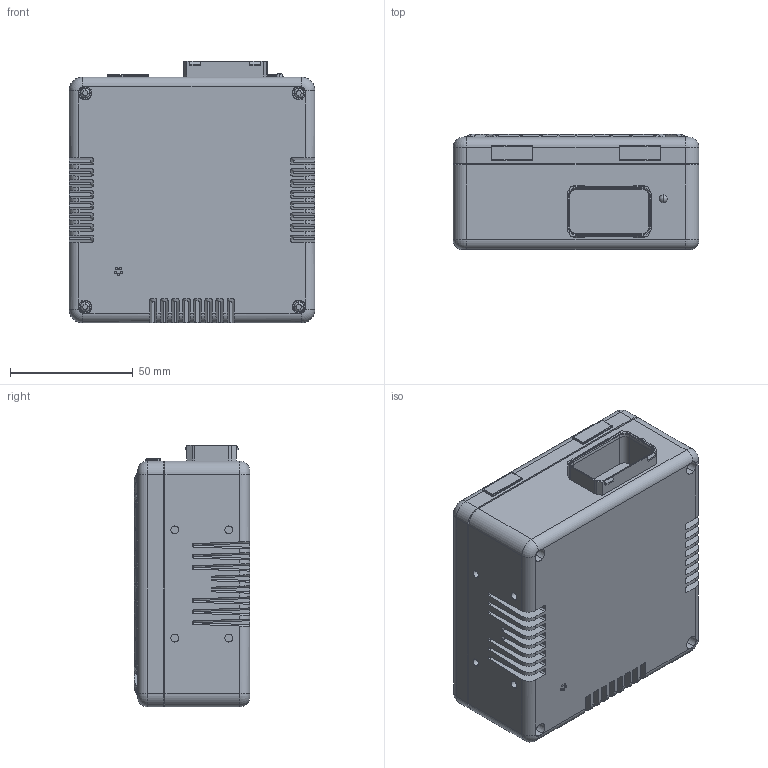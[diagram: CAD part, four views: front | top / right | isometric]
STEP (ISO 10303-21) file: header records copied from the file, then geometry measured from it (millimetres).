
FILE_DESCRIPTION(('CATIA V5 STEP Exchange','CAx-IF Rec.Pracs.--- Model Styling and Organization---1.4--- 2014-01-23'),'2;1');
FILE_NAME ('015875-5_1', '2020-03-10T07:23:17+00:00', ('none'), ('Weidmueller'), 'CATIA Version 5-6 Release 2016 SP3 HF44', 'CATIA V5 STEP AP214', 'none');
FILE_SCHEMA(('AUTOMOTIVE_DESIGN { 1 0 10303 214 1 1 1 1 }'));
Length unit declared in the file: millimetre
Products named in the file (1): 1547440000
Bounding box: 100 x 47.01 x 106.5 mm (x, y, z)
Volume: 487943.5 mm3; surface area: 95551.2 mm2
Topology: 16 solids, 17 shells, 1184 faces, 3029 edges, 1908 vertices
Faces by surface type: plane 556, cylinder 438, bspline 60, cone 58, torus 36, sphere 20, extrusion 16
Entity records: 39881 total; most frequent: CARTESIAN_POINT 14814, ORIENTED_EDGE 6014, DIRECTION 3655, EDGE_CURVE 3007, VERTEX_POINT 1908, VECTOR 1674, LINE 1658, AXIS2_PLACEMENT_3D 1322
